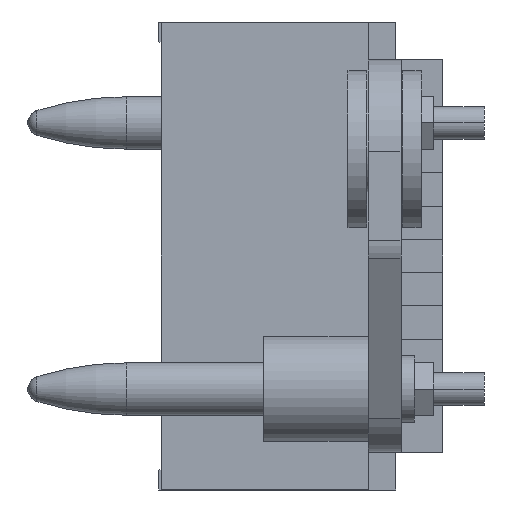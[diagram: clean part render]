
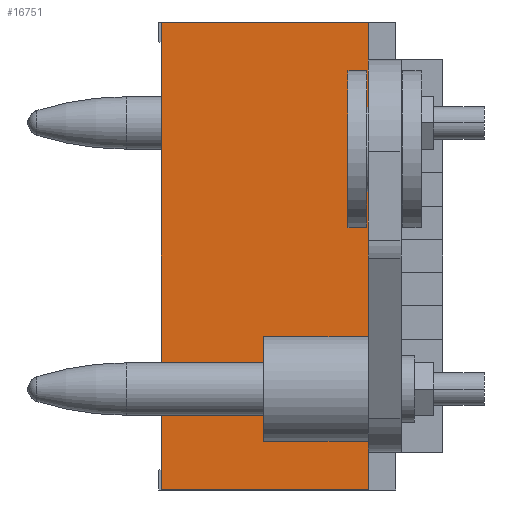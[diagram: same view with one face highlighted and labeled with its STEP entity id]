
A CAD part, left-side view. The second image highlights one B-rep face of the part: STEP entity #16751.
In plain terms, the highlighted planar face has unit normal (-1, 0, 0).
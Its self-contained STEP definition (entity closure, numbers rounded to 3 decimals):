
#92 = ORIENTED_EDGE ( 'NONE', *, *, #25390, .F. ) ;
#123 = VECTOR ( 'NONE', #26325, 1000. ) ;
#136 = CARTESIAN_POINT ( 'NONE',  ( -8.45, -5.595, 17.825 ) ) ;
#281 = LINE ( 'NONE', #43343, #26479 ) ;
#539 = VECTOR ( 'NONE', #4403, 1000. ) ;
#591 = CARTESIAN_POINT ( 'NONE',  ( -8.45, -3.395, 17.825 ) ) ;
#957 = CARTESIAN_POINT ( 'NONE',  ( -8.45, -3.395, 17.825 ) ) ;
#2458 = CARTESIAN_POINT ( 'NONE',  ( -8.45, 12.405, 17.825 ) ) ;
#2535 = CARTESIAN_POINT ( 'NONE',  ( -8.45, -3.395, 5. ) ) ;
#3857 = EDGE_LOOP ( 'NONE', ( #18670, #41586, #9742, #7273, #18249, #24141, #37961, #38622, #30959, #40769, #92, #32290 ) ) ;
#4029 = DIRECTION ( 'NONE',  ( 0., 0., 1. ) ) ;
#4076 = VECTOR ( 'NONE', #36875, 1000. ) ;
#4297 = LINE ( 'NONE', #136, #39610 ) ;
#4403 = DIRECTION ( 'NONE',  ( 0., 0., -1. ) ) ;
#5105 = CARTESIAN_POINT ( 'NONE',  ( -8.45, -3.395, -5.075 ) ) ;
#6120 = LINE ( 'NONE', #591, #8243 ) ;
#6539 = DIRECTION ( 'NONE',  ( 0., 0., -1. ) ) ;
#7273 = ORIENTED_EDGE ( 'NONE', *, *, #19209, .F. ) ;
#8243 = VECTOR ( 'NONE', #4029, 1000. ) ;
#8457 = VERTEX_POINT ( 'NONE', #17680 ) ;
#9024 = VERTEX_POINT ( 'NONE', #29498 ) ;
#9515 = EDGE_CURVE ( 'NONE', #9024, #25619, #281, .T. ) ;
#9742 = ORIENTED_EDGE ( 'NONE', *, *, #38674, .F. ) ;
#12892 = CARTESIAN_POINT ( 'NONE',  ( -8.45, -3.395, -17.825 ) ) ;
#13369 = CARTESIAN_POINT ( 'NONE',  ( -8.45, -3.395, -17.825 ) ) ;
#13498 = VERTEX_POINT ( 'NONE', #43243 ) ;
#13696 = EDGE_CURVE ( 'NONE', #24979, #20889, #39136, .T. ) ;
#13801 = DIRECTION ( 'NONE',  ( 0., 0., -1. ) ) ;
#14288 = DIRECTION ( 'NONE',  ( 0., -1., 0. ) ) ;
#14596 = VERTEX_POINT ( 'NONE', #24011 ) ;
#15646 = CARTESIAN_POINT ( 'NONE',  ( -8.45, 12.405, 17.825 ) ) ;
#16515 = CARTESIAN_POINT ( 'NONE',  ( -8.45, -3.395, 17.825 ) ) ;
#16751 = ADVANCED_FACE ( 'NONE', ( #24034 ), #22377, .F. ) ;
#17415 = AXIS2_PLACEMENT_3D ( 'NONE', #15646, #39609, #19051 ) ;
#17444 = CARTESIAN_POINT ( 'NONE',  ( -8.45, 12.405, 17.825 ) ) ;
#17580 = CARTESIAN_POINT ( 'NONE',  ( -8.45, -3.395, -5. ) ) ;
#17680 = CARTESIAN_POINT ( 'NONE',  ( -8.45, -3.395, 14.975 ) ) ;
#18249 = ORIENTED_EDGE ( 'NONE', *, *, #9515, .F. ) ;
#18284 = VERTEX_POINT ( 'NONE', #26731 ) ;
#18670 = ORIENTED_EDGE ( 'NONE', *, *, #27037, .F. ) ;
#19051 = DIRECTION ( 'NONE',  ( 0., 0., -1. ) ) ;
#19209 = EDGE_CURVE ( 'NONE', #25619, #36666, #22276, .T. ) ;
#20889 = VERTEX_POINT ( 'NONE', #21387 ) ;
#21387 = CARTESIAN_POINT ( 'NONE',  ( -8.45, -3.395, 17.825 ) ) ;
#21462 = DIRECTION ( 'NONE',  ( 0., -1., 0. ) ) ;
#21550 = CARTESIAN_POINT ( 'NONE',  ( -8.45, -5.595, 5. ) ) ;
#21642 = EDGE_CURVE ( 'NONE', #24979, #34715, #26315, .T. ) ;
#22218 = LINE ( 'NONE', #12892, #4076 ) ;
#22276 = LINE ( 'NONE', #2535, #40502 ) ;
#22377 = PLANE ( 'NONE',  #17415 ) ;
#23507 = CARTESIAN_POINT ( 'NONE',  ( -8.45, -3.395, -5. ) ) ;
#24011 = CARTESIAN_POINT ( 'NONE',  ( -8.45, -3.395, -17.825 ) ) ;
#24034 = FACE_OUTER_BOUND ( 'NONE', #3857, .T. ) ;
#24141 = ORIENTED_EDGE ( 'NONE', *, *, #37468, .T. ) ;
#24472 = VERTEX_POINT ( 'NONE', #23507 ) ;
#24979 = VERTEX_POINT ( 'NONE', #33961 ) ;
#25096 = EDGE_CURVE ( 'NONE', #24472, #13498, #33561, .T. ) ;
#25390 = EDGE_CURVE ( 'NONE', #18284, #14596, #22218, .T. ) ;
#25619 = VERTEX_POINT ( 'NONE', #42244 ) ;
#26056 = LINE ( 'NONE', #31420, #34114 ) ;
#26315 = LINE ( 'NONE', #2458, #123 ) ;
#26325 = DIRECTION ( 'NONE',  ( 0., 0., -1. ) ) ;
#26406 = DIRECTION ( 'NONE',  ( 0., -1., 0. ) ) ;
#26479 = VECTOR ( 'NONE', #36587, 1000. ) ;
#26731 = CARTESIAN_POINT ( 'NONE',  ( -8.45, -3.395, -14.975 ) ) ;
#27037 = EDGE_CURVE ( 'NONE', #24472, #39995, #37598, .T. ) ;
#27861 = VECTOR ( 'NONE', #43631, 1000. ) ;
#28975 = LINE ( 'NONE', #16515, #27861 ) ;
#29498 = CARTESIAN_POINT ( 'NONE',  ( -8.45, -3.395, 5.075 ) ) ;
#29598 = VECTOR ( 'NONE', #6539, 1000. ) ;
#30959 = ORIENTED_EDGE ( 'NONE', *, *, #21642, .T. ) ;
#31420 = CARTESIAN_POINT ( 'NONE',  ( -8.45, 12.405, -17.825 ) ) ;
#31678 = DIRECTION ( 'NONE',  ( 0., -1., 0. ) ) ;
#32290 = ORIENTED_EDGE ( 'NONE', *, *, #36167, .T. ) ;
#33274 = VECTOR ( 'NONE', #21462, 1000. ) ;
#33512 = CARTESIAN_POINT ( 'NONE',  ( -8.45, 12.405, -17.825 ) ) ;
#33561 = LINE ( 'NONE', #17580, #42651 ) ;
#33961 = CARTESIAN_POINT ( 'NONE',  ( -8.45, 12.405, 17.825 ) ) ;
#34114 = VECTOR ( 'NONE', #14288, 1000. ) ;
#34715 = VERTEX_POINT ( 'NONE', #33512 ) ;
#35834 = LINE ( 'NONE', #957, #539 ) ;
#36167 = EDGE_CURVE ( 'NONE', #18284, #39995, #6120, .T. ) ;
#36587 = DIRECTION ( 'NONE',  ( 0., 0., -1. ) ) ;
#36666 = VERTEX_POINT ( 'NONE', #21550 ) ;
#36875 = DIRECTION ( 'NONE',  ( 0., 0., -1. ) ) ;
#37468 = EDGE_CURVE ( 'NONE', #9024, #8457, #28975, .T. ) ;
#37598 = LINE ( 'NONE', #13369, #29598 ) ;
#37784 = EDGE_CURVE ( 'NONE', #20889, #8457, #35834, .T. ) ;
#37961 = ORIENTED_EDGE ( 'NONE', *, *, #37784, .F. ) ;
#38622 = ORIENTED_EDGE ( 'NONE', *, *, #13696, .F. ) ;
#38674 = EDGE_CURVE ( 'NONE', #36666, #13498, #4297, .T. ) ;
#39136 = LINE ( 'NONE', #17444, #33274 ) ;
#39609 = DIRECTION ( 'NONE',  ( 1., 0., 0. ) ) ;
#39610 = VECTOR ( 'NONE', #13801, 1000. ) ;
#39995 = VERTEX_POINT ( 'NONE', #5105 ) ;
#40267 = EDGE_CURVE ( 'NONE', #34715, #14596, #26056, .T. ) ;
#40502 = VECTOR ( 'NONE', #26406, 1000. ) ;
#40769 = ORIENTED_EDGE ( 'NONE', *, *, #40267, .T. ) ;
#41586 = ORIENTED_EDGE ( 'NONE', *, *, #25096, .T. ) ;
#42244 = CARTESIAN_POINT ( 'NONE',  ( -8.45, -3.395, 5. ) ) ;
#42651 = VECTOR ( 'NONE', #31678, 1000. ) ;
#43243 = CARTESIAN_POINT ( 'NONE',  ( -8.45, -5.595, -5. ) ) ;
#43343 = CARTESIAN_POINT ( 'NONE',  ( -8.45, -3.395, 17.825 ) ) ;
#43631 = DIRECTION ( 'NONE',  ( 0., 0., 1. ) ) ;
